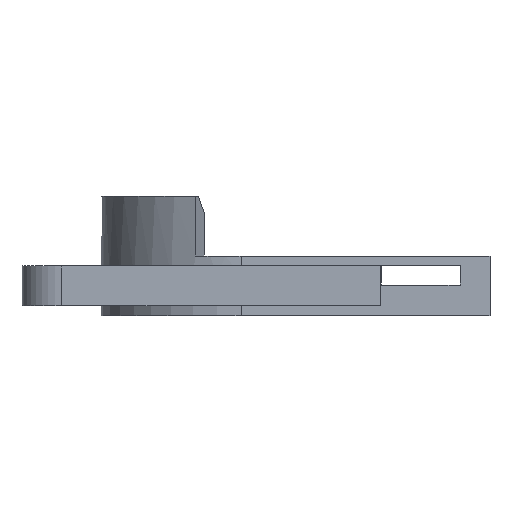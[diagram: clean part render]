
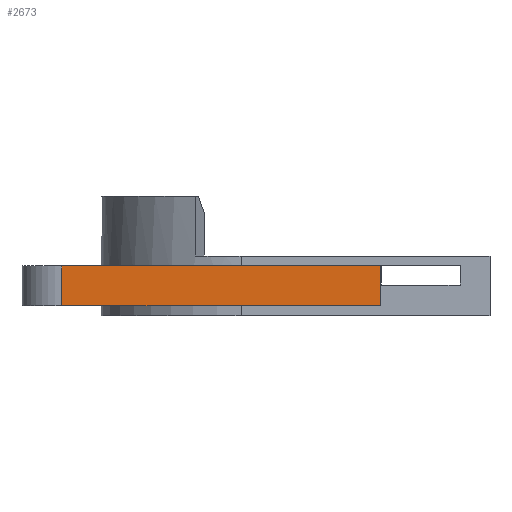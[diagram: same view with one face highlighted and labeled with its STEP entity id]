
A CAD part, left-side view. The second image highlights one B-rep face of the part: STEP entity #2673.
In plain terms, the highlighted planar face has unit normal (-1, 0, 0).
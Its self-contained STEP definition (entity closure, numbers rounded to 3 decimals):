
#133 = AXIS2_PLACEMENT_3D ( 'NONE', #3680, #5633, #14112 ) ;
#1477 = CARTESIAN_POINT ( 'NONE',  ( -97.2, 90., -259.937 ) ) ;
#2673 = ADVANCED_FACE ( 'NONE', ( #9798 ), #7723, .T. ) ;
#3391 = EDGE_CURVE ( 'NONE', #17774, #22772, #22375, .T. ) ;
#3680 = CARTESIAN_POINT ( 'NONE',  ( -97.2, 90., -259.937 ) ) ;
#3865 = EDGE_CURVE ( 'NONE', #8165, #22772, #7730, .T. ) ;
#3993 = CARTESIAN_POINT ( 'NONE',  ( -97.2, -70., -259.937 ) ) ;
#5174 = VERTEX_POINT ( 'NONE', #17961 ) ;
#5633 = DIRECTION ( 'NONE',  ( -1., 0., 0. ) ) ;
#6377 = CARTESIAN_POINT ( 'NONE',  ( -97.2, 90., 25. ) ) ;
#7723 = PLANE ( 'NONE',  #133 ) ;
#7730 = LINE ( 'NONE', #9666, #21693 ) ;
#7874 = LINE ( 'NONE', #1477, #9677 ) ;
#8021 = ORIENTED_EDGE ( 'NONE', *, *, #3865, .F. ) ;
#8165 = VERTEX_POINT ( 'NONE', #6377 ) ;
#9326 = ORIENTED_EDGE ( 'NONE', *, *, #27500, .F. ) ;
#9666 = CARTESIAN_POINT ( 'NONE',  ( -97.2, 90., 25. ) ) ;
#9677 = VECTOR ( 'NONE', #20945, 1000. ) ;
#9798 = FACE_OUTER_BOUND ( 'NONE', #23193, .T. ) ;
#11962 = ORIENTED_EDGE ( 'NONE', *, *, #3391, .T. ) ;
#12298 = DIRECTION ( 'NONE',  ( 0., 1., 0. ) ) ;
#12405 = ORIENTED_EDGE ( 'NONE', *, *, #16970, .F. ) ;
#13596 = CARTESIAN_POINT ( 'NONE',  ( -97.2, -70., 25. ) ) ;
#14112 = DIRECTION ( 'NONE',  ( 0., -1., 0. ) ) ;
#14404 = CARTESIAN_POINT ( 'NONE',  ( -97.2, 90., 5. ) ) ;
#14434 = DIRECTION ( 'NONE',  ( 0., 0., 1. ) ) ;
#15348 = VECTOR ( 'NONE', #12298, 1000. ) ;
#16347 = VECTOR ( 'NONE', #14434, 1000. ) ;
#16970 = EDGE_CURVE ( 'NONE', #5174, #8165, #7874, .T. ) ;
#17774 = VERTEX_POINT ( 'NONE', #26851 ) ;
#17961 = CARTESIAN_POINT ( 'NONE',  ( -97.2, 90., 5. ) ) ;
#20945 = DIRECTION ( 'NONE',  ( 0., 0., 1. ) ) ;
#21693 = VECTOR ( 'NONE', #24963, 1000. ) ;
#22375 = LINE ( 'NONE', #3993, #16347 ) ;
#22750 = LINE ( 'NONE', #14404, #15348 ) ;
#22772 = VERTEX_POINT ( 'NONE', #13596 ) ;
#23193 = EDGE_LOOP ( 'NONE', ( #9326, #11962, #8021, #12405 ) ) ;
#24963 = DIRECTION ( 'NONE',  ( 0., -1., 0. ) ) ;
#26851 = CARTESIAN_POINT ( 'NONE',  ( -97.2, -70., 5. ) ) ;
#27500 = EDGE_CURVE ( 'NONE', #17774, #5174, #22750, .T. ) ;
